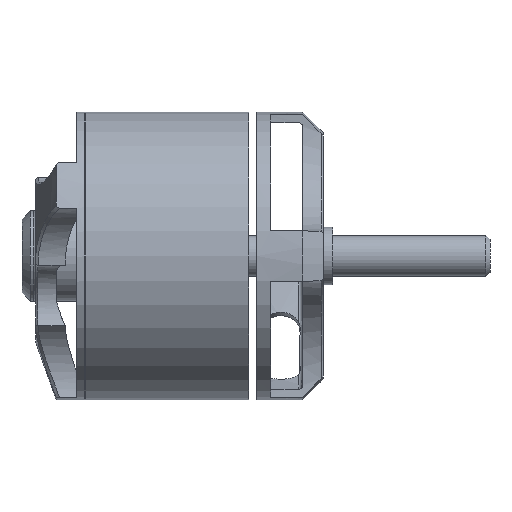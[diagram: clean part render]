
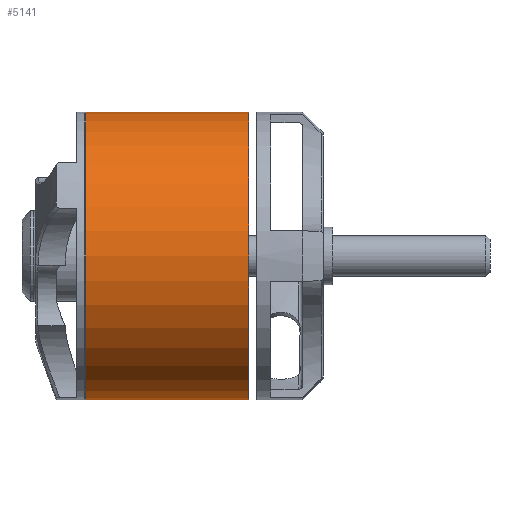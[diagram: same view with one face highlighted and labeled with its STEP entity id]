
A CAD part, left-side view. The second image highlights one B-rep face of the part: STEP entity #5141.
In plain terms, the highlighted cylindrical face has radius 17.5 mm (diameter 35 mm), a partial arc.
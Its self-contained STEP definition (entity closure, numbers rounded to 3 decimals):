
#77 = LINE ( 'NONE', #4354, #1920 ) ;
#435 = AXIS2_PLACEMENT_3D ( 'NONE', #9892, #1075, #5505 ) ;
#851 = CYLINDRICAL_SURFACE ( 'NONE', #13490, 17.5 ) ;
#1075 = DIRECTION ( 'NONE',  ( 0., 1., 0. ) ) ;
#1204 = EDGE_CURVE ( 'NONE', #10854, #1316, #13486, .T. ) ;
#1316 = VERTEX_POINT ( 'NONE', #7793 ) ;
#1359 = ORIENTED_EDGE ( 'NONE', *, *, #7313, .F. ) ;
#1471 = AXIS2_PLACEMENT_3D ( 'NONE', #4974, #7076, #6280 ) ;
#1643 = DIRECTION ( 'NONE',  ( 0., 0., -1. ) ) ;
#1920 = VECTOR ( 'NONE', #10196, 1000. ) ;
#2183 = VERTEX_POINT ( 'NONE', #8538 ) ;
#2351 = EDGE_LOOP ( 'NONE', ( #2393, #1359, #4726, #5799 ) ) ;
#2355 = DIRECTION ( 'NONE',  ( 0., -1., 0. ) ) ;
#2393 = ORIENTED_EDGE ( 'NONE', *, *, #1204, .F. ) ;
#4354 = CARTESIAN_POINT ( 'NONE',  ( 0., 0., -17.5 ) ) ;
#4726 = ORIENTED_EDGE ( 'NONE', *, *, #10189, .T. ) ;
#4974 = CARTESIAN_POINT ( 'NONE',  ( 0., 9.05, 0. ) ) ;
#5141 = ADVANCED_FACE ( 'NONE', ( #10834 ), #851, .T. ) ;
#5195 = CIRCLE ( 'NONE', #1471, 17.5 ) ;
#5505 = DIRECTION ( 'NONE',  ( 0., 0., 1. ) ) ;
#5799 = ORIENTED_EDGE ( 'NONE', *, *, #11344, .T. ) ;
#6280 = DIRECTION ( 'NONE',  ( 0., 0., 1. ) ) ;
#7076 = DIRECTION ( 'NONE',  ( 0., 1., 0. ) ) ;
#7160 = CARTESIAN_POINT ( 'NONE',  ( 0., 0., 0. ) ) ;
#7313 = EDGE_CURVE ( 'NONE', #2183, #10854, #9990, .T. ) ;
#7793 = CARTESIAN_POINT ( 'NONE',  ( 0., 9.05, 17.5 ) ) ;
#7905 = CARTESIAN_POINT ( 'NONE',  ( 0., 9.05, -17.5 ) ) ;
#8538 = CARTESIAN_POINT ( 'NONE',  ( 0., 28.95, -17.5 ) ) ;
#9003 = VERTEX_POINT ( 'NONE', #7905 ) ;
#9138 = CARTESIAN_POINT ( 'NONE',  ( 0., 28.95, 17.5 ) ) ;
#9892 = CARTESIAN_POINT ( 'NONE',  ( 0., 28.95, 0. ) ) ;
#9990 = CIRCLE ( 'NONE', #435, 17.5 ) ;
#10189 = EDGE_CURVE ( 'NONE', #2183, #9003, #77, .T. ) ;
#10196 = DIRECTION ( 'NONE',  ( 0., -1., 0. ) ) ;
#10834 = FACE_OUTER_BOUND ( 'NONE', #2351, .T. ) ;
#10854 = VERTEX_POINT ( 'NONE', #9138 ) ;
#11344 = EDGE_CURVE ( 'NONE', #9003, #1316, #5195, .T. ) ;
#11614 = DIRECTION ( 'NONE',  ( 0., -1., 0. ) ) ;
#12251 = CARTESIAN_POINT ( 'NONE',  ( 0., 0., 17.5 ) ) ;
#13486 = LINE ( 'NONE', #12251, #13521 ) ;
#13490 = AXIS2_PLACEMENT_3D ( 'NONE', #7160, #11614, #1643 ) ;
#13521 = VECTOR ( 'NONE', #2355, 1000. ) ;
